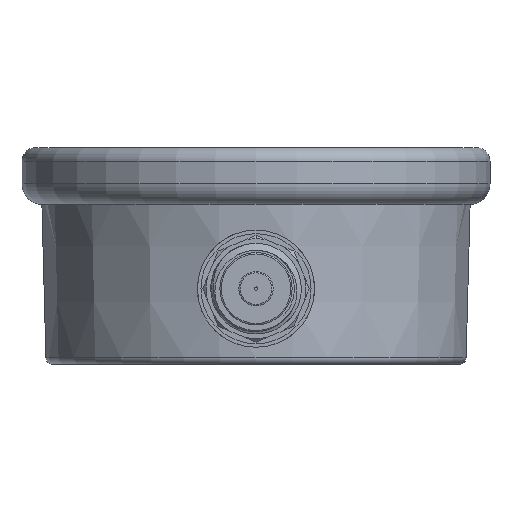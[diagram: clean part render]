
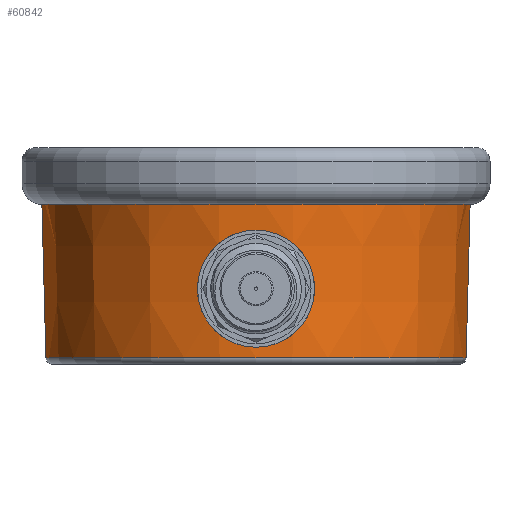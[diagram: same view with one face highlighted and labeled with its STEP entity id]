
A CAD part, front view. The second image highlights one B-rep face of the part: STEP entity #60842.
In plain terms, the highlighted conical face has half-angle 1.5 degrees and reference radius 30.5 mm.
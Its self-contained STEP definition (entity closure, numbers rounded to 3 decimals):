
#1687 = CIRCLE ( 'NONE', #49131, 31.163 ) ;
#2528 = CARTESIAN_POINT ( 'NONE',  ( 0., 58., 14.3 ) ) ;
#3573 = FACE_OUTER_BOUND ( 'NONE', #62413, .T. ) ;
#4825 = VECTOR ( 'NONE', #28789, 1000. ) ;
#7369 = VERTEX_POINT ( 'NONE', #33207 ) ;
#8095 = DIRECTION ( 'NONE',  ( 1., 0., 0. ) ) ;
#11355 = EDGE_CURVE ( 'NONE', #16455, #28243, #60455, .T. ) ;
#12146 = ORIENTED_EDGE ( 'NONE', *, *, #11355, .T. ) ;
#15844 = EDGE_CURVE ( 'NONE', #7369, #28243, #1687, .T. ) ;
#16455 = VERTEX_POINT ( 'NONE', #25329 ) ;
#16529 = VECTOR ( 'NONE', #35022, 1000. ) ;
#19441 = CARTESIAN_POINT ( 'NONE',  ( -30.526, 58., -10.026 ) ) ;
#19468 = LINE ( 'NONE', #39668, #4825 ) ;
#22780 = ORIENTED_EDGE ( 'NONE', *, *, #25524, .F. ) ;
#22959 = AXIS2_PLACEMENT_3D ( 'NONE', #32828, #65784, #38129 ) ;
#25329 = CARTESIAN_POINT ( 'NONE',  ( 30.526, 58., -10.026 ) ) ;
#25524 = EDGE_CURVE ( 'NONE', #49219, #7369, #19468, .T. ) ;
#26586 = DIRECTION ( 'NONE',  ( 0., 0., 1. ) ) ;
#28243 = VERTEX_POINT ( 'NONE', #38799 ) ;
#28789 = DIRECTION ( 'NONE',  ( -0.026, 0., 1. ) ) ;
#29446 = CARTESIAN_POINT ( 'NONE',  ( 30.5, 58., -11. ) ) ;
#32828 = CARTESIAN_POINT ( 'NONE',  ( 0., 58., -11. ) ) ;
#33207 = CARTESIAN_POINT ( 'NONE',  ( -31.163, 58., 14.3 ) ) ;
#35022 = DIRECTION ( 'NONE',  ( 0.026, 0., 1. ) ) ;
#38129 = DIRECTION ( 'NONE',  ( 1., 0., 0. ) ) ;
#38799 = CARTESIAN_POINT ( 'NONE',  ( 31.163, 58., 14.3 ) ) ;
#39668 = CARTESIAN_POINT ( 'NONE',  ( -30.5, 58., -11. ) ) ;
#40663 = CONICAL_SURFACE ( 'NONE', #22959, 30.5, 0.026 ) ;
#41128 = DIRECTION ( 'NONE',  ( 0., 0., 1. ) ) ;
#41839 = EDGE_CURVE ( 'NONE', #49219, #16455, #62491, .T. ) ;
#49131 = AXIS2_PLACEMENT_3D ( 'NONE', #2528, #41128, #8095 ) ;
#49219 = VERTEX_POINT ( 'NONE', #19441 ) ;
#51527 = AXIS2_PLACEMENT_3D ( 'NONE', #59556, #26586, #65093 ) ;
#55399 = ORIENTED_EDGE ( 'NONE', *, *, #15844, .F. ) ;
#59556 = CARTESIAN_POINT ( 'NONE',  ( 0., 58., -10.026 ) ) ;
#59906 = ORIENTED_EDGE ( 'NONE', *, *, #41839, .T. ) ;
#60455 = LINE ( 'NONE', #29446, #16529 ) ;
#60842 = ADVANCED_FACE ( 'NONE', ( #3573 ), #40663, .T. ) ;
#62413 = EDGE_LOOP ( 'NONE', ( #22780, #59906, #12146, #55399 ) ) ;
#62491 = CIRCLE ( 'NONE', #51527, 30.526 ) ;
#65093 = DIRECTION ( 'NONE',  ( -1., 0., 0. ) ) ;
#65784 = DIRECTION ( 'NONE',  ( 0., 0., 1. ) ) ;
